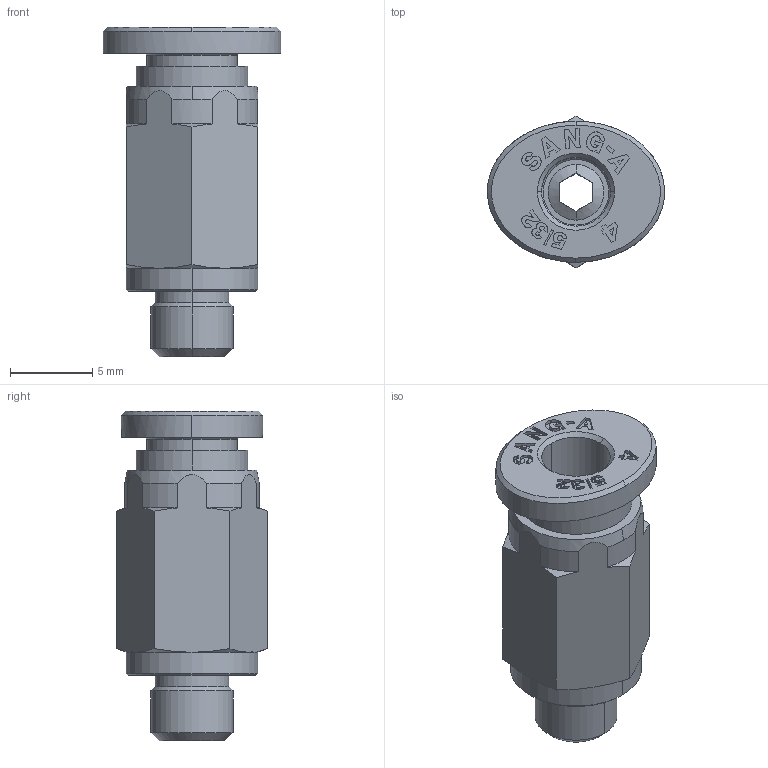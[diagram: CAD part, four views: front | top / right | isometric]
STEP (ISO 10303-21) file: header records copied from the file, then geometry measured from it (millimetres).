
FILE_DESCRIPTION (( 'STEP AP214' ), '1' );
FILE_NAME ('PC04-M5.STEP', '2017-03-31T10:24:48', ( '' ), ( '' ), 'SwSTEP 2.0', 'SolidWorks 2016', '' );
FILE_SCHEMA (( 'AUTOMOTIVE_DESIGN' ));
Length unit declared in the file: millimetre
Products named in the file (1): PC04-M5
Bounding box: 10.8 x 9.24 x 20.1 mm (x, y, z)
Surface area: 908.6 mm2 (no closed solid volume)
Topology: 0 solids, 2 shells, 410 faces, 1207 edges, 797 vertices
Faces by surface type: plane 324, bspline 30, cone 27, cylinder 27, torus 2
Entity records: 18747 total; most frequent: CARTESIAN_POINT 3660, ORIENTED_EDGE 2322, DIRECTION 1938, EDGE_CURVE 1207, VECTOR 1018, LINE 1018, VERTEX_POINT 797, AXIS2_PLACEMENT_3D 460
